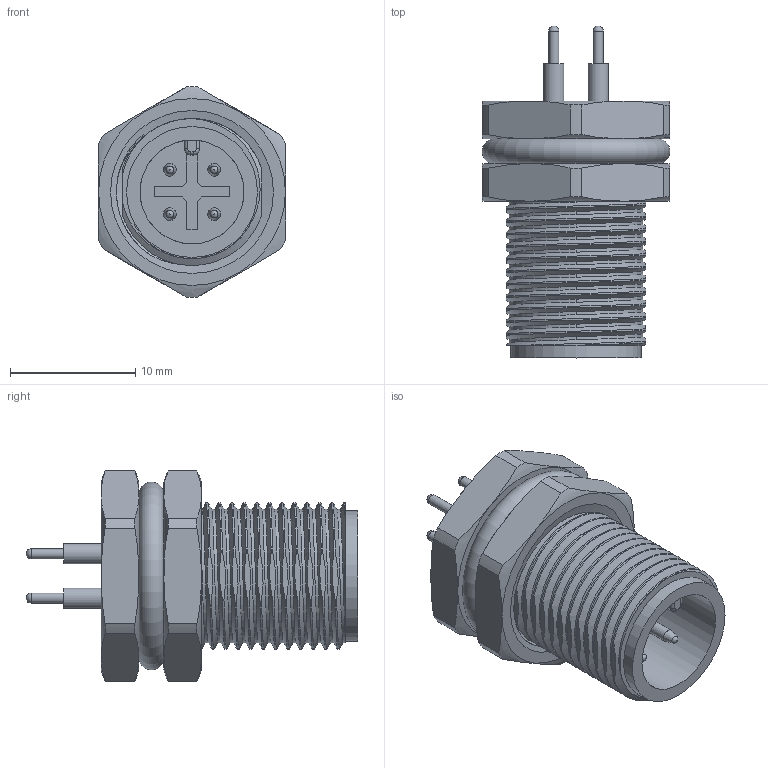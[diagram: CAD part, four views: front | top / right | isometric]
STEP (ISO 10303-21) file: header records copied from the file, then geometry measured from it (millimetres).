
FILE_DESCRIPTION(/* description */ ('Unknown'),/* implementation_level */ '2;1');
FILE_NAME(/* name */ '643250100304',/* time_stamp */ '2021-03-12T12:23:26+01:00',/* author */ ('Unknown'),/* organization */ ('Unknown'),/* preprocessor_version */ 'ST-DEVELOPER v16.7',/* originating_system */ 'DEX',/* authorisation */ $);
FILE_SCHEMA (('AUTOMOTIVE_DESIGN {1 0 10303 214 3 1 1}'));
Products named in the file (7): 6432501003xx; 6431501003xx_Housing; 643150100604_insulator; 643xx01003xx_Seal_outer; 643xx01003xx_Nut; 6432501006xx_pin; 6432501003xx_Glue
Assembly tree (9 placements, depth 2):
  6432501003xx
    6431501003xx_Housing
    643150100604_insulator
    643xx01003xx_Seal_outer
    643xx01003xx_Nut
    6432501006xx_pin  x4
    6432501003xx_Glue
Bounding box: 15 x 26.5 x 16.8 mm (x, y, z)
Volume: 2224.3 mm3; surface area: 4872.3 mm2
Topology: 9 solids, 17 shells, 375 faces, 896 edges, 594 vertices
Faces by surface type: cylinder 160, plane 151, cone 28, torus 28, bspline 4, sphere 4
Full cylindrical faces by diameter (mm): 0.8 x4, 1 x8, 1.3 x8, 1.4 x24, 1.5 x12, 1.6 x4, 1.7 x8, 8.3 x1, 9.44 x2, 9.45 x1, 10.2 x8, 10.45 x1, 10.6 x3, 10.607 x3, 10.65 x16
Entity records: 41171 total; most frequent: CARTESIAN_POINT 35749, ORIENTED_EDGE 1034, DIRECTION 1027, EDGE_CURVE 517, AXIS2_PLACEMENT_3D 422, VERTEX_POINT 378, FACE_BOUND 359, EDGE_LOOP 358
